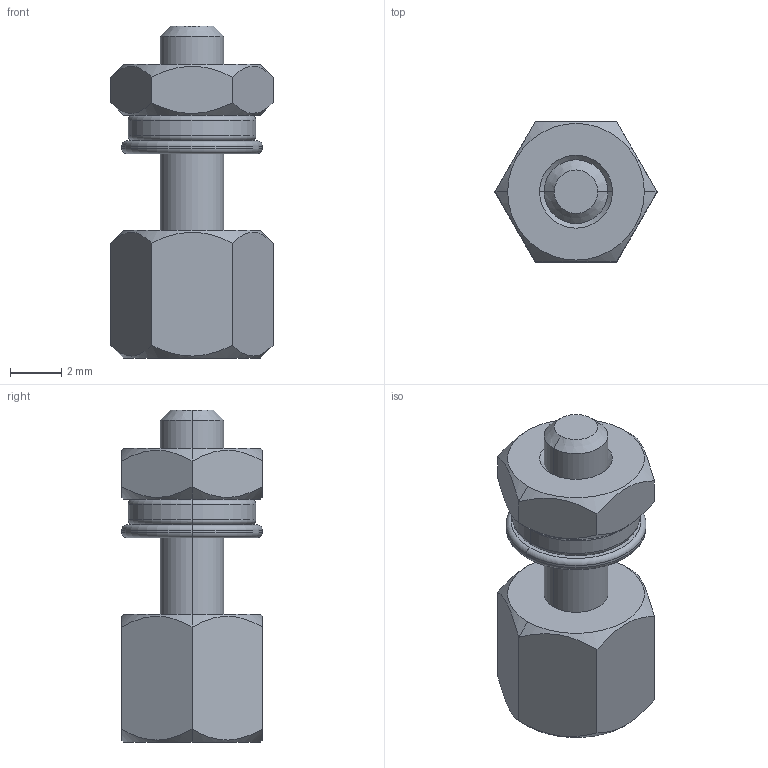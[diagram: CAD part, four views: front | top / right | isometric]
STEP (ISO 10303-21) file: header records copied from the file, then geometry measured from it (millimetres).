
FILE_DESCRIPTION (( 'STEP AP214' ), '1' );
FILE_NAME ('SCR10 (1A 023).STEP', '2020-11-05T14:34:35', ( 'User' ), ( '' ), 'SwSTEP 2.0', 'SolidWorks 2017', '' );
FILE_SCHEMA (( 'AUTOMOTIVE_DESIGN' ));
Length unit declared in the file: millimetre
Products named in the file (1): SCR10 (1A 023)
Bounding box: 6.35 x 5.5 x 13 mm (x, y, z)
Volume: 218.1 mm3; surface area: 405.3 mm2
Topology: 4 solids, 4 shells, 76 faces, 166 edges, 100 vertices
Faces by surface type: plane 24, torus 20, cone 16, cylinder 16
Entity records: 2453 total; most frequent: CARTESIAN_POINT 647, DIRECTION 372, ORIENTED_EDGE 332, EDGE_CURVE 166, AXIS2_PLACEMENT_3D 161, VERTEX_POINT 100, CIRCLE 84, EDGE_LOOP 82
